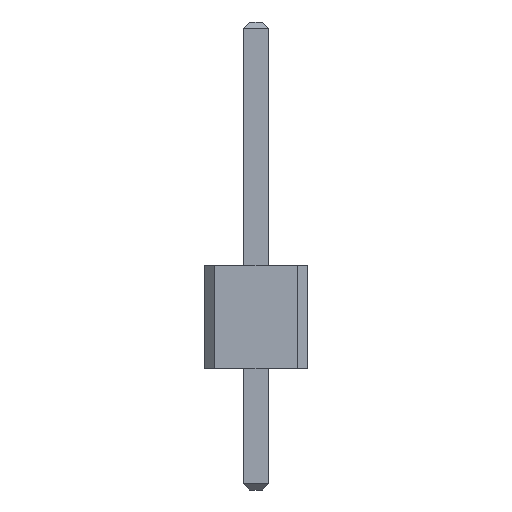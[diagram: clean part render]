
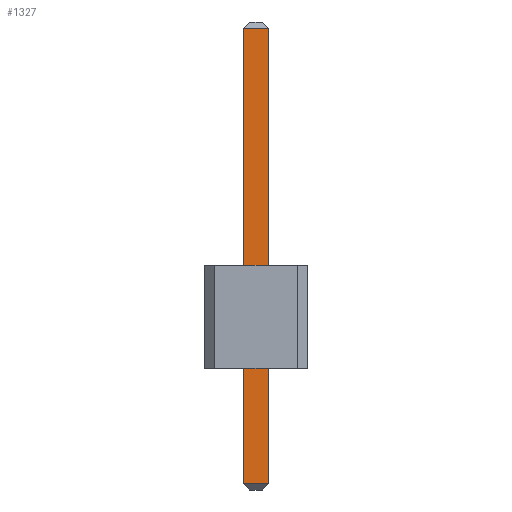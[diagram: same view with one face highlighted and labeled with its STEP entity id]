
A CAD part, front view. The second image highlights one B-rep face of the part: STEP entity #1327.
In plain terms, the highlighted planar face has unit normal (0, -1, 0).
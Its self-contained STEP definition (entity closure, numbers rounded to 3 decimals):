
#13=DIRECTION('',(0.,0.,1.));
#27=VECTOR('',#13,1.);
#67=DIRECTION('',(1.,0.,0.));
#611=VECTOR('',#67,1.);
#622=DIRECTION('',(0.,1.,0.));
#1304=EDGE_CURVE('',#1305,#1307,#1309,.T.);
#1305=VERTEX_POINT('',#1306);
#1306=CARTESIAN_POINT('',(-0.32,-23.18,-2.84));
#1307=VERTEX_POINT('',#1308);
#1308=CARTESIAN_POINT('',(-0.32,-23.18,8.38));
#1309=LINE('',#1310,#27);
#1310=CARTESIAN_POINT('',(-0.32,-23.18,-3.));
#1327=ADVANCED_FACE('',(#1328),#1345,.F.);
#1328=FACE_BOUND('',#1329,.F.);
#1329=EDGE_LOOP('',(#1330,#1338,#1341,#1342));
#1330=ORIENTED_EDGE('',*,*,#1331,.F.);
#1331=EDGE_CURVE('',#1332,#1334,#1336,.T.);
#1332=VERTEX_POINT('',#1333);
#1333=CARTESIAN_POINT('',(0.32,-23.18,-2.84));
#1334=VERTEX_POINT('',#1335);
#1335=CARTESIAN_POINT('',(0.32,-23.18,8.38));
#1336=LINE('',#1337,#27);
#1337=CARTESIAN_POINT('',(0.32,-23.18,-3.));
#1338=ORIENTED_EDGE('',*,*,#1339,.F.);
#1339=EDGE_CURVE('',#1305,#1332,#1340,.T.);
#1340=LINE('',#1306,#611);
#1341=ORIENTED_EDGE('',*,*,#1304,.T.);
#1342=ORIENTED_EDGE('',*,*,#1343,.T.);
#1343=EDGE_CURVE('',#1307,#1334,#1344,.T.);
#1344=LINE('',#1308,#611);
#1345=PLANE('',#1346);
#1346=AXIS2_PLACEMENT_3D('',#1310,#622,#13);
